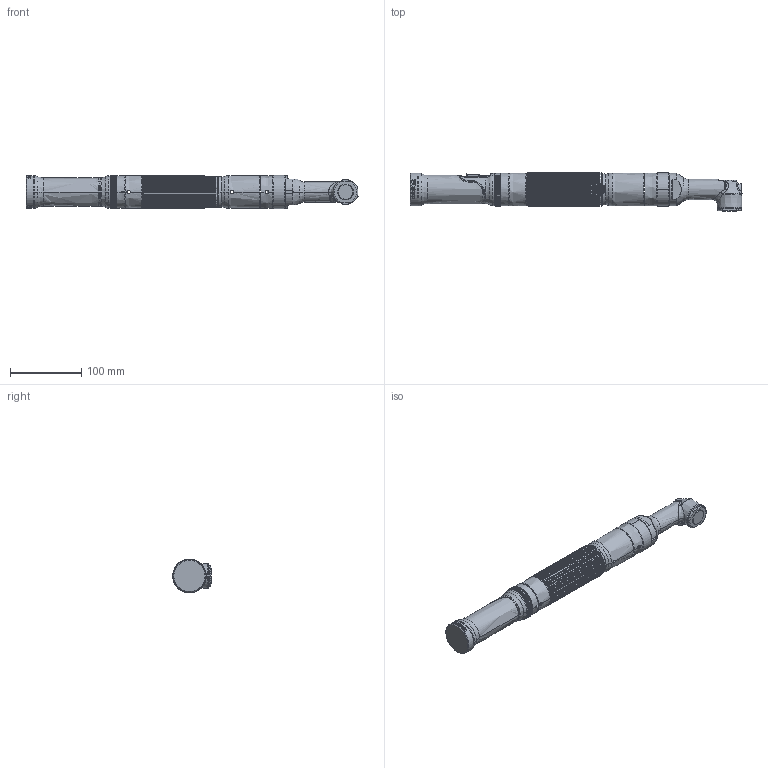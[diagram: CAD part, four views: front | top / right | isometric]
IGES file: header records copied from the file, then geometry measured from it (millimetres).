
Start section:  PTC IGES file: 48ea52f2mi00_sw.igs
Global section: file name: 48ea52f2mi00_sw.igs; native system: Pro/ENGINEER by Parametric Technology Corporation; preprocessor: 2009300; author: BBFF4; organization: Unknown; date: 20100331.140858; units: inch
Bounding box: 466.45 x 54.11 x 47.24 mm (x, y, z)
Surface area: 72694.2 mm2 (no closed solid volume)
Topology: 0 solids, 0 shells, 716 faces, 3702 edges, 3700 vertices
Faces by surface type: revolution 376, bspline 340
